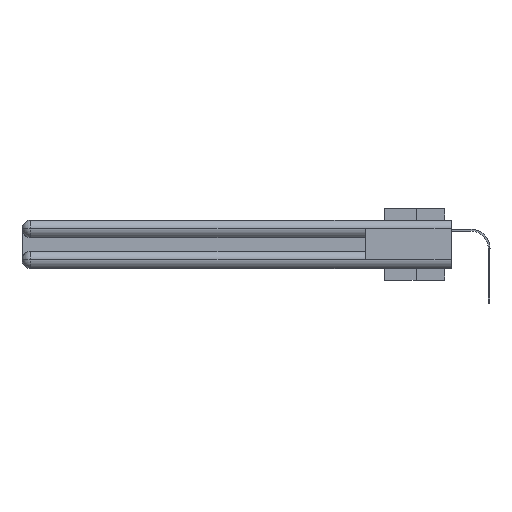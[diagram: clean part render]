
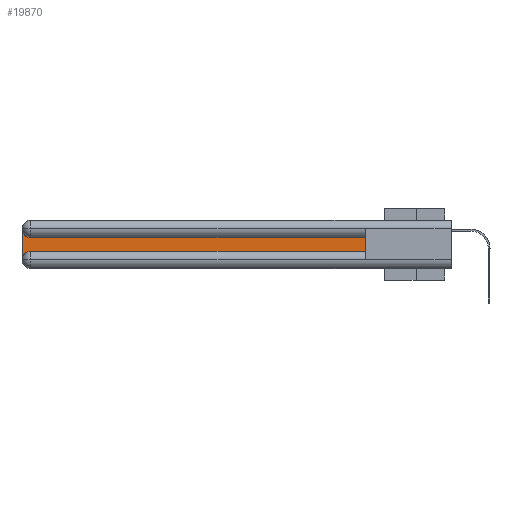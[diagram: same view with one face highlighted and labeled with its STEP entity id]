
A CAD part, left-side view. The second image highlights one B-rep face of the part: STEP entity #19870.
In plain terms, the highlighted planar face has unit normal (-1, 0, 0).
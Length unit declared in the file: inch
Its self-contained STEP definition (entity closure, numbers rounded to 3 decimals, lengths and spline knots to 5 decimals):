
#16 = VECTOR ( 'NONE', #27562, 39.37008 ) ;
#266 = LINE ( 'NONE', #7898, #32923 ) ;
#2021 = FACE_OUTER_BOUND ( 'NONE', #17738, .T. ) ;
#3240 = EDGE_CURVE ( 'NONE', #25451, #24890, #266, .T. ) ;
#3599 = DIRECTION ( 'NONE',  ( 0., 0., -1. ) ) ;
#5770 = DIRECTION ( 'NONE',  ( 0., 0., -1. ) ) ;
#6497 = AXIS2_PLACEMENT_3D ( 'NONE', #20079, #31135, #3599 ) ;
#6565 = VERTEX_POINT ( 'NONE', #9528 ) ;
#7541 = CARTESIAN_POINT ( 'NONE',  ( 0.075, 0.6, -0.1225 ) ) ;
#7638 = CARTESIAN_POINT ( 'NONE',  ( 0.075, 3., -0.1225 ) ) ;
#7898 = CARTESIAN_POINT ( 'NONE',  ( 0.075, 0.6, -0.1225 ) ) ;
#8306 = CARTESIAN_POINT ( 'NONE',  ( 0.075, 2.94, -0.0625 ) ) ;
#9298 = CARTESIAN_POINT ( 'NONE',  ( 0.075, 0.6, -0.2175 ) ) ;
#9528 = CARTESIAN_POINT ( 'NONE',  ( 0.075, 3., -0.0625 ) ) ;
#10106 = AXIS2_PLACEMENT_3D ( 'NONE', #7638, #20858, #27191 ) ;
#10126 = ORIENTED_EDGE ( 'NONE', *, *, #29713, .T. ) ;
#12905 = VECTOR ( 'NONE', #14385, 39.37008 ) ;
#13749 = DIRECTION ( 'NONE',  ( 1., 0., 0. ) ) ;
#13966 = CARTESIAN_POINT ( 'NONE',  ( 0.075, 0.6, -0.2175 ) ) ;
#14385 = DIRECTION ( 'NONE',  ( 0., 0., 1. ) ) ;
#14622 = CARTESIAN_POINT ( 'NONE',  ( 0.075, 3., -0.2775 ) ) ;
#16743 = EDGE_CURVE ( 'NONE', #6565, #31583, #16813, .T. ) ;
#16813 = LINE ( 'NONE', #19370, #31905 ) ;
#16862 = VERTEX_POINT ( 'NONE', #28058 ) ;
#17381 = CARTESIAN_POINT ( 'NONE',  ( 0.075, 2.94, -0.2175 ) ) ;
#17738 = EDGE_LOOP ( 'NONE', ( #26194, #32840, #29336, #10126, #30326, #18805 ) ) ;
#18805 = ORIENTED_EDGE ( 'NONE', *, *, #35817, .T. ) ;
#18841 = VERTEX_POINT ( 'NONE', #17381 ) ;
#19108 = DIRECTION ( 'NONE',  ( 0., 1., 0. ) ) ;
#19370 = CARTESIAN_POINT ( 'NONE',  ( 0.075, 3., -0.2175 ) ) ;
#19870 = ADVANCED_FACE ( 'NONE', ( #2021 ), #32451, .F. ) ;
#20079 = CARTESIAN_POINT ( 'NONE',  ( 0.075, 2.94, -0.2775 ) ) ;
#20858 = DIRECTION ( 'NONE',  ( 1., 0., 0. ) ) ;
#23052 = LINE ( 'NONE', #9298, #12905 ) ;
#23500 = EDGE_CURVE ( 'NONE', #18841, #16862, #30269, .T. ) ;
#23864 = EDGE_CURVE ( 'NONE', #24890, #6565, #34738, .T. ) ;
#24890 = VERTEX_POINT ( 'NONE', #28128 ) ;
#25451 = VERTEX_POINT ( 'NONE', #7541 ) ;
#26194 = ORIENTED_EDGE ( 'NONE', *, *, #3240, .T. ) ;
#27191 = DIRECTION ( 'NONE',  ( 0., 0., -1. ) ) ;
#27208 = AXIS2_PLACEMENT_3D ( 'NONE', #8306, #13749, #28200 ) ;
#27562 = DIRECTION ( 'NONE',  ( 0., -1., 0. ) ) ;
#28058 = CARTESIAN_POINT ( 'NONE',  ( 0.075, 0.6, -0.2175 ) ) ;
#28128 = CARTESIAN_POINT ( 'NONE',  ( 0.075, 2.94, -0.1225 ) ) ;
#28200 = DIRECTION ( 'NONE',  ( 0., 0., -1. ) ) ;
#29336 = ORIENTED_EDGE ( 'NONE', *, *, #16743, .T. ) ;
#29713 = EDGE_CURVE ( 'NONE', #31583, #18841, #32537, .T. ) ;
#30269 = LINE ( 'NONE', #13966, #16 ) ;
#30326 = ORIENTED_EDGE ( 'NONE', *, *, #23500, .T. ) ;
#31135 = DIRECTION ( 'NONE',  ( 1., 0., 0. ) ) ;
#31583 = VERTEX_POINT ( 'NONE', #14622 ) ;
#31905 = VECTOR ( 'NONE', #5770, 39.37008 ) ;
#32451 = PLANE ( 'NONE',  #10106 ) ;
#32537 = CIRCLE ( 'NONE', #6497, 0.06 ) ;
#32840 = ORIENTED_EDGE ( 'NONE', *, *, #23864, .T. ) ;
#32923 = VECTOR ( 'NONE', #19108, 39.37008 ) ;
#34738 = CIRCLE ( 'NONE', #27208, 0.06 ) ;
#35817 = EDGE_CURVE ( 'NONE', #16862, #25451, #23052, .T. ) ;
